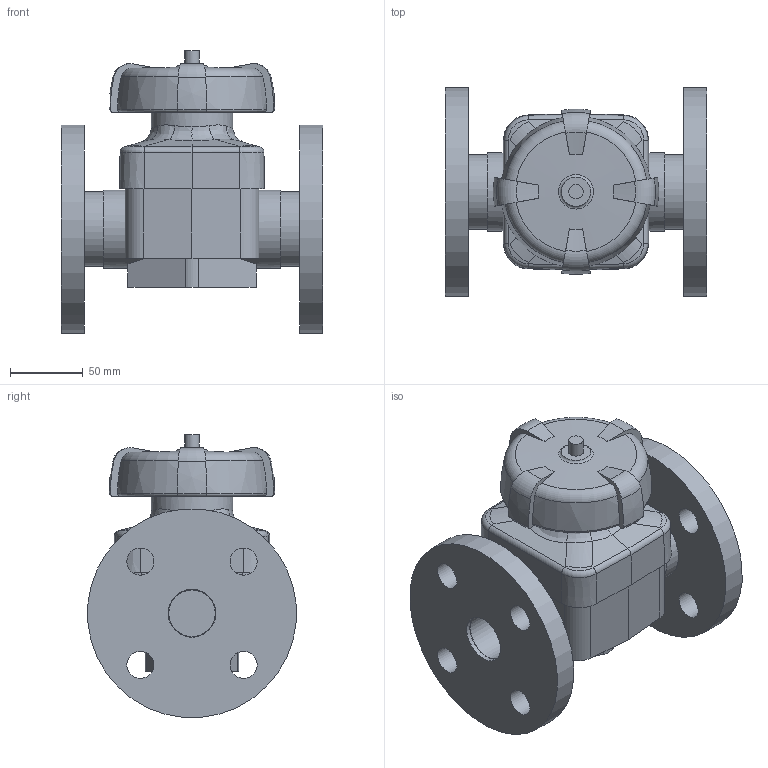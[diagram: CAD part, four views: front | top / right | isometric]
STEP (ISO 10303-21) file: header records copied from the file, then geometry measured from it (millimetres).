
FILE_DESCRIPTION(/* description */ (''),/* implementation_level */ '2;1');
FILE_NAME(/* name */ 'VMOV040E.iam.stp',/* time_stamp */ '2013-10-01T10:39:57+02:00',/* author */ ('bfaro'),/* organization */ (''),/* preprocessor_version */ 'ST-DEVELOPER v15.2',/* originating_system */ 'Autodesk Inventor 2014',/* authorisation */ '');
FILE_SCHEMA (('AUTOMOTIVE_DESIGN { 1 0 10303 214 3 1 1 }'));
Length unit declared in the file: millimetre
Products named in the file (4): Volantino VM 40-50; SPBDVM040DV; Flangia Fissa D40 Socket; VMOV040E
Bounding box: 180 x 143.45 x 194.73 mm (x, y, z)
Volume: 1655443.2 mm3; surface area: 210394.7 mm2
Topology: 4 solids, 4 shells, 163 faces, 395 edges, 253 vertices
Faces by surface type: plane 66, cylinder 45, torus 21, bspline 18, cone 13
Full cylindrical faces by diameter (mm): 10 x1, 11 x2, 18.7 x8, 32 x2, 32.9 x2, 40 x4, 51.5 x2, 54 x2, 56 x1, 144 x2
Entity records: 5589 total; most frequent: CARTESIAN_POINT 1905, DIRECTION 814, ORIENTED_EDGE 694, EDGE_CURVE 347, AXIS2_PLACEMENT_3D 338, VERTEX_POINT 233, EDGE_LOOP 192, CIRCLE 171
